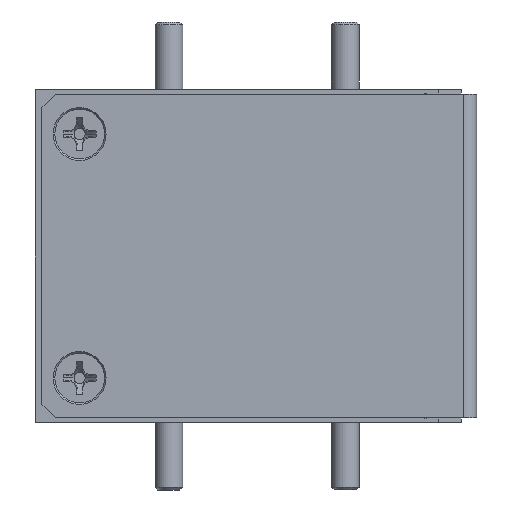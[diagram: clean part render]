
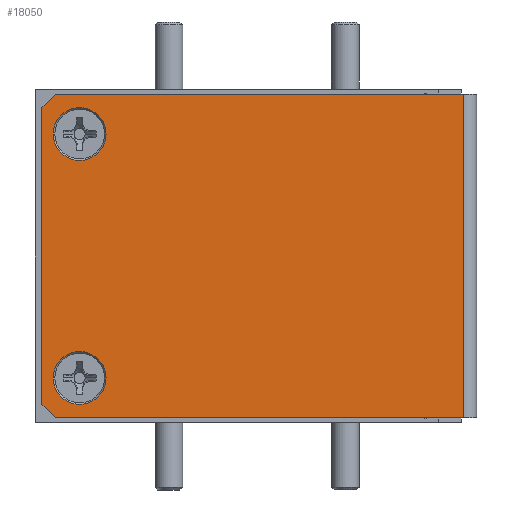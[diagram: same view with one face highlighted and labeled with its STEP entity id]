
A CAD part, front view. The second image highlights one B-rep face of the part: STEP entity #18050.
In plain terms, the highlighted planar face has unit normal (0, -1, 0).
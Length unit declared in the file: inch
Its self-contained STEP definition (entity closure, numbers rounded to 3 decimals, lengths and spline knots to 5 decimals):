
#222 = CIRCLE ( 'NONE', #38477, 0.0595 ) ;
#933 = EDGE_CURVE ( 'NONE', #45095, #40504, #62007, .T. ) ;
#1728 = DIRECTION ( 'NONE',  ( 0., 0., -1. ) ) ;
#2172 = EDGE_CURVE ( 'NONE', #46210, #58876, #49968, .T. ) ;
#2418 = ORIENTED_EDGE ( 'NONE', *, *, #933, .T. ) ;
#2516 = LINE ( 'NONE', #24007, #56222 ) ;
#3002 = CARTESIAN_POINT ( 'NONE',  ( -0.38, -0.45, -0.275 ) ) ;
#3711 = FACE_BOUND ( 'NONE', #47765, .T. ) ;
#5526 = VERTEX_POINT ( 'NONE', #41744 ) ;
#5720 = CARTESIAN_POINT ( 'NONE',  ( -0.465, -0.45, -0.335 ) ) ;
#6539 = DIRECTION ( 'NONE',  ( 0., -1., 0. ) ) ;
#7592 = VECTOR ( 'NONE', #42033, 39.37008 ) ;
#9352 = CARTESIAN_POINT ( 'NONE',  ( -0.465, -0.45, -0.335 ) ) ;
#9491 = EDGE_LOOP ( 'NONE', ( #67436, #2418, #52817, #21020, #50676, #32165 ) ) ;
#9495 = CARTESIAN_POINT ( 'NONE',  ( 0.485, -0.45, 0.365 ) ) ;
#10557 = VERTEX_POINT ( 'NONE', #66437 ) ;
#10633 = CIRCLE ( 'NONE', #52268, 0.0595 ) ;
#10728 = DIRECTION ( 'NONE',  ( 0., -1., 0. ) ) ;
#12523 = CARTESIAN_POINT ( 'NONE',  ( -0.38, -0.45, 0.275 ) ) ;
#12907 = AXIS2_PLACEMENT_3D ( 'NONE', #47351, #26551, #37470 ) ;
#14029 = AXIS2_PLACEMENT_3D ( 'NONE', #3002, #18159, #35400 ) ;
#15448 = CARTESIAN_POINT ( 'NONE',  ( -0.435, -0.45, -0.365 ) ) ;
#15469 = DIRECTION ( 'NONE',  ( 0., 0., -1. ) ) ;
#16032 = DIRECTION ( 'NONE',  ( 0., 0., -1. ) ) ;
#17261 = EDGE_CURVE ( 'NONE', #10557, #32873, #10633, .T. ) ;
#17659 = EDGE_CURVE ( 'NONE', #29181, #5526, #19666, .T. ) ;
#18050 = ADVANCED_FACE ( 'NONE', ( #3711, #41378, #52964 ), #47689, .F. ) ;
#18159 = DIRECTION ( 'NONE',  ( 0., -1., 0. ) ) ;
#19666 = CIRCLE ( 'NONE', #14029, 0.0595 ) ;
#21020 = ORIENTED_EDGE ( 'NONE', *, *, #61276, .T. ) ;
#23704 = EDGE_CURVE ( 'NONE', #32873, #10557, #222, .T. ) ;
#24007 = CARTESIAN_POINT ( 'NONE',  ( -0.465, -0.45, 0.365 ) ) ;
#26107 = CARTESIAN_POINT ( 'NONE',  ( 0.485, -0.45, -0.365 ) ) ;
#26551 = DIRECTION ( 'NONE',  ( 0., 1., 0. ) ) ;
#26579 = CARTESIAN_POINT ( 'NONE',  ( -0.38, -0.45, -0.275 ) ) ;
#27489 = CARTESIAN_POINT ( 'NONE',  ( -0.435, -0.45, 0.365 ) ) ;
#29181 = VERTEX_POINT ( 'NONE', #37164 ) ;
#29380 = DIRECTION ( 'NONE',  ( 0., 0., -1. ) ) ;
#29544 = CARTESIAN_POINT ( 'NONE',  ( 0.485, -0.45, 0.365 ) ) ;
#29673 = VERTEX_POINT ( 'NONE', #15448 ) ;
#29810 = EDGE_CURVE ( 'NONE', #40504, #51210, #46288, .T. ) ;
#30485 = CARTESIAN_POINT ( 'NONE',  ( -0.465, -0.45, 0.335 ) ) ;
#31449 = CARTESIAN_POINT ( 'NONE',  ( -0.465, -0.45, -0.365 ) ) ;
#32165 = ORIENTED_EDGE ( 'NONE', *, *, #2172, .F. ) ;
#32873 = VERTEX_POINT ( 'NONE', #40769 ) ;
#32972 = DIRECTION ( 'NONE',  ( 0., 0., -1. ) ) ;
#33454 = ORIENTED_EDGE ( 'NONE', *, *, #42048, .F. ) ;
#35174 = EDGE_LOOP ( 'NONE', ( #45903, #49943 ) ) ;
#35251 = CARTESIAN_POINT ( 'NONE',  ( -0.435, -0.45, 0.365 ) ) ;
#35400 = DIRECTION ( 'NONE',  ( 0., 0., -1. ) ) ;
#36406 = LINE ( 'NONE', #31449, #7592 ) ;
#37164 = CARTESIAN_POINT ( 'NONE',  ( -0.38, -0.45, -0.2155 ) ) ;
#37470 = DIRECTION ( 'NONE',  ( 0., 0., 1. ) ) ;
#38477 = AXIS2_PLACEMENT_3D ( 'NONE', #54175, #42916, #15469 ) ;
#40504 = VERTEX_POINT ( 'NONE', #30485 ) ;
#40769 = CARTESIAN_POINT ( 'NONE',  ( -0.38, -0.45, 0.2155 ) ) ;
#41378 = FACE_BOUND ( 'NONE', #35174, .T. ) ;
#41744 = CARTESIAN_POINT ( 'NONE',  ( -0.38, -0.45, -0.3345 ) ) ;
#42033 = DIRECTION ( 'NONE',  ( 1., 0., 0. ) ) ;
#42048 = EDGE_CURVE ( 'NONE', #5526, #29181, #47515, .T. ) ;
#42916 = DIRECTION ( 'NONE',  ( 0., -1., 0. ) ) ;
#44759 = DIRECTION ( 'NONE',  ( -0.707, 0., -0.707 ) ) ;
#45095 = VERTEX_POINT ( 'NONE', #27489 ) ;
#45476 = DIRECTION ( 'NONE',  ( 1., 0., 0. ) ) ;
#45903 = ORIENTED_EDGE ( 'NONE', *, *, #23704, .F. ) ;
#46210 = VERTEX_POINT ( 'NONE', #9495 ) ;
#46288 = LINE ( 'NONE', #56129, #55432 ) ;
#47351 = CARTESIAN_POINT ( 'NONE',  ( -0.465, -0.45, 0.365 ) ) ;
#47515 = CIRCLE ( 'NONE', #56496, 0.0595 ) ;
#47638 = DIRECTION ( 'NONE',  ( 0.707, 0., -0.707 ) ) ;
#47689 = PLANE ( 'NONE',  #12907 ) ;
#47765 = EDGE_LOOP ( 'NONE', ( #33454, #62059 ) ) ;
#48219 = VECTOR ( 'NONE', #47638, 39.37008 ) ;
#49943 = ORIENTED_EDGE ( 'NONE', *, *, #17261, .F. ) ;
#49948 = EDGE_CURVE ( 'NONE', #45095, #46210, #2516, .T. ) ;
#49968 = LINE ( 'NONE', #29544, #55847 ) ;
#50676 = ORIENTED_EDGE ( 'NONE', *, *, #67181, .T. ) ;
#51210 = VERTEX_POINT ( 'NONE', #9352 ) ;
#52268 = AXIS2_PLACEMENT_3D ( 'NONE', #12523, #6539, #32972 ) ;
#52817 = ORIENTED_EDGE ( 'NONE', *, *, #29810, .T. ) ;
#52964 = FACE_OUTER_BOUND ( 'NONE', #9491, .T. ) ;
#53252 = LINE ( 'NONE', #5720, #48219 ) ;
#54175 = CARTESIAN_POINT ( 'NONE',  ( -0.38, -0.45, 0.275 ) ) ;
#55432 = VECTOR ( 'NONE', #29380, 39.37008 ) ;
#55847 = VECTOR ( 'NONE', #1728, 39.37008 ) ;
#56129 = CARTESIAN_POINT ( 'NONE',  ( -0.465, -0.45, 0.365 ) ) ;
#56222 = VECTOR ( 'NONE', #45476, 39.37008 ) ;
#56496 = AXIS2_PLACEMENT_3D ( 'NONE', #26579, #10728, #16032 ) ;
#57117 = VECTOR ( 'NONE', #44759, 39.37008 ) ;
#58876 = VERTEX_POINT ( 'NONE', #26107 ) ;
#61276 = EDGE_CURVE ( 'NONE', #51210, #29673, #53252, .T. ) ;
#62007 = LINE ( 'NONE', #35251, #57117 ) ;
#62059 = ORIENTED_EDGE ( 'NONE', *, *, #17659, .F. ) ;
#66437 = CARTESIAN_POINT ( 'NONE',  ( -0.38, -0.45, 0.3345 ) ) ;
#67181 = EDGE_CURVE ( 'NONE', #29673, #58876, #36406, .T. ) ;
#67436 = ORIENTED_EDGE ( 'NONE', *, *, #49948, .F. ) ;
